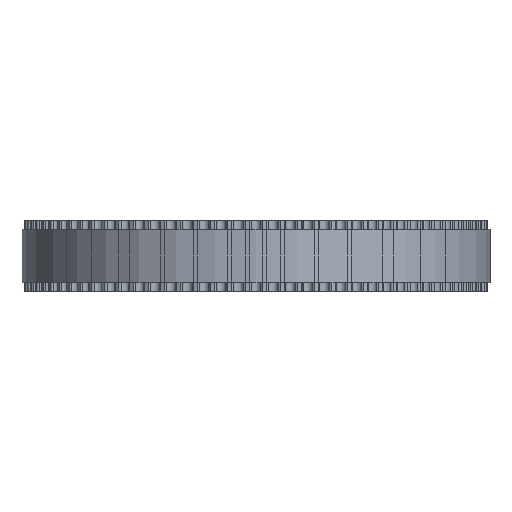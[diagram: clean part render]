
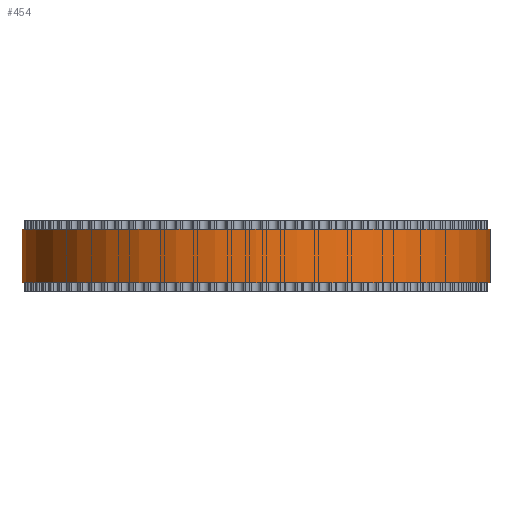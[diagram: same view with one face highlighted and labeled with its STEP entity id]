
A CAD part, front view. The second image highlights one B-rep face of the part: STEP entity #454.
In plain terms, the highlighted cylindrical face has radius 26.42 mm (diameter 52.839 mm), a full revolution.
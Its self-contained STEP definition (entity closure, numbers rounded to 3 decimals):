
#97=FACE_BOUND('',#1456,.T.);
#98=FACE_BOUND('',#1457,.T.);
#454=ADVANCED_FACE('',(#97,#98),#787,.T.);
#787=CYLINDRICAL_SURFACE('',#7447,26.42);
#1456=EDGE_LOOP('',(#4114));
#1457=EDGE_LOOP('',(#4115));
#4114=ORIENTED_EDGE('',*,*,#5778,.T.);
#4115=ORIENTED_EDGE('',*,*,#5779,.T.);
#4780=VERTEX_POINT('',#11780);
#4781=VERTEX_POINT('',#11782);
#5778=EDGE_CURVE('',#4780,#4780,#6444,.T.);
#5779=EDGE_CURVE('',#4781,#4781,#6445,.T.);
#6444=CIRCLE('',#7445,26.42);
#6445=CIRCLE('',#7446,26.42);
#7445=AXIS2_PLACEMENT_3D('',#11779,#9778,#9779);
#7446=AXIS2_PLACEMENT_3D('',#11781,#9780,#9781);
#7447=AXIS2_PLACEMENT_3D('',#11783,#9782,#9783);
#9778=DIRECTION('',(0.,0.,1.));
#9779=DIRECTION('',(1.,0.,0.));
#9780=DIRECTION('',(0.,0.,-1.));
#9781=DIRECTION('',(1.,0.,0.));
#9782=DIRECTION('',(0.,0.,1.));
#9783=DIRECTION('',(1.,0.,0.));
#11779=CARTESIAN_POINT('',(0.,0.,1.));
#11780=CARTESIAN_POINT('',(26.42,0.,1.));
#11781=CARTESIAN_POINT('',(0.,0.,7.));
#11782=CARTESIAN_POINT('',(26.42,0.,7.));
#11783=CARTESIAN_POINT('',(0.,0.,1.));
